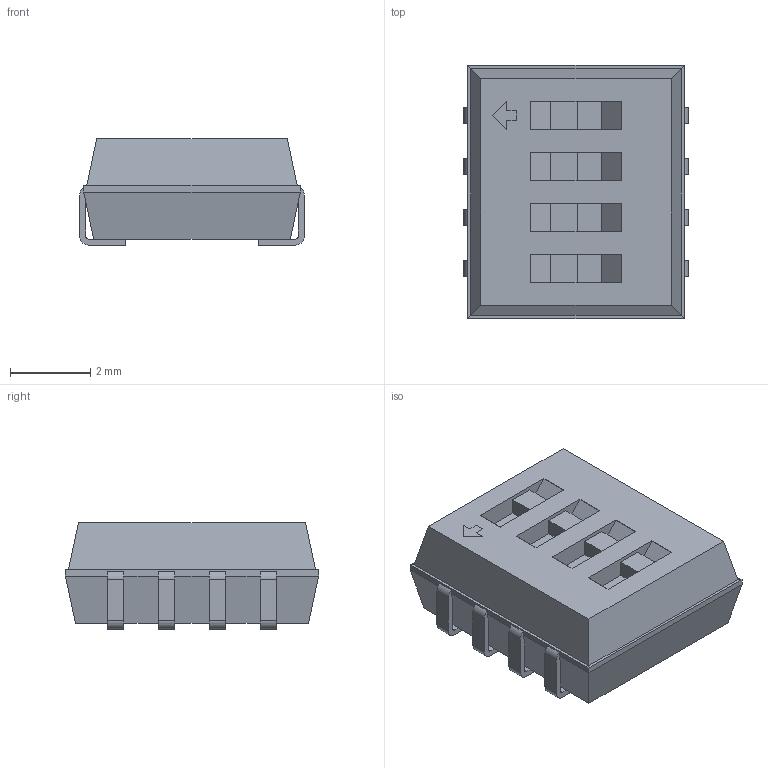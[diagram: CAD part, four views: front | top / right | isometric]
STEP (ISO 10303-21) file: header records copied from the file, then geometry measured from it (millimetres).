
FILE_DESCRIPTION(/* description */ ('model of SW_DIP_SPSTx04_Slide_Copal_CHS-04A_W5.08mm_P1.27mm_JPin'),/* implementation_level */ '2;1');
FILE_NAME(/* name */ 'SW_DIP_SPSTx04_Slide_Copal_CHS-04A_W5.08mm_P1.27mm_JPin.step',/* time_stamp */ '2018-12-27T15:11:54',/* author */ ('Terje Io','https://github.com/terjeio'),/* organization */ ('FreeCAD'),/* preprocessor_version */ 'OCC',/* originating_system */ 'kicad StepUp',/* authorisation */ '');
FILE_SCHEMA(('AUTOMOTIVE_DESIGN { 1 0 10303 214 1 1 1 1 }'));
Length unit declared in the file: millimetre
Products named in the file (1): SW_DIP_SPSTx04_Slide_Copal_CHS_04A_W508mm_P127mm_JPin
Bounding box: 5.6 x 6.31 x 2.65 mm (x, y, z)
Volume: 75.8 mm3; surface area: 136.2 mm2
Topology: 1 solids, 1 shells, 143 faces, 435 edges, 283 vertices
Faces by surface type: plane 107, cylinder 24, bspline 12
Entity records: 3250 total; most frequent: ORIENTED_EDGE 675, CARTESIAN_POINT 485, EDGE_CURVE 435, LINE 299, VERTEX_POINT 283, AXIS2_PLACEMENT_3D 172, FACE_BOUND 148, EDGE_LOOP 148
